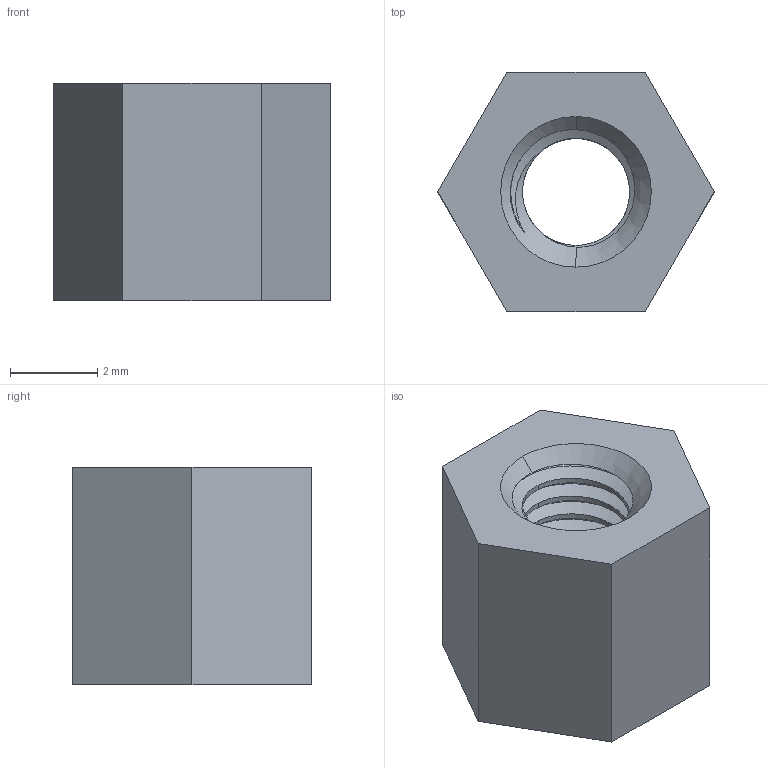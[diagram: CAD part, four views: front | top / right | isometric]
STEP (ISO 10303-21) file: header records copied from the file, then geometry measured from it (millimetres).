
FILE_DESCRIPTION (( 'STEP AP214' ), '1' );
FILE_NAME ('hex spacer standoff nut_M3 L5.STEP', '2023-09-23T06:32:04', ( '' ), ( '' ), 'SwSTEP 2.0', 'SolidWorks 2019', '' );
FILE_SCHEMA (( 'AUTOMOTIVE_DESIGN' ));
Length unit declared in the file: millimetre
Products named in the file (1): hex spacer standoff nut_M3 L5
Bounding box: 6.35 x 5.5 x 5 mm (x, y, z)
Volume: 100.8 mm3; surface area: 199.4 mm2
Topology: 1 solids, 1 shells, 39 faces, 111 edges, 74 vertices
Faces by surface type: cylinder 24, plane 8, cone 4, bspline 3
Entity records: 8205 total; most frequent: CARTESIAN_POINT 7271, ORIENTED_EDGE 222, DIRECTION 131, EDGE_CURVE 111, VERTEX_POINT 74, B_SPLINE_CURVE_WITH_KNOTS 60, LINE 45, VECTOR 45
